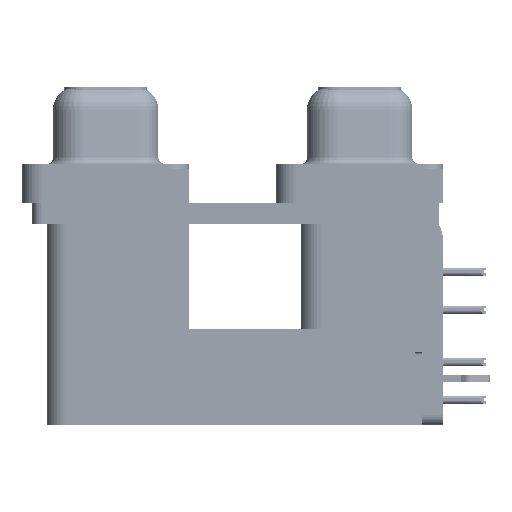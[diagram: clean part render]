
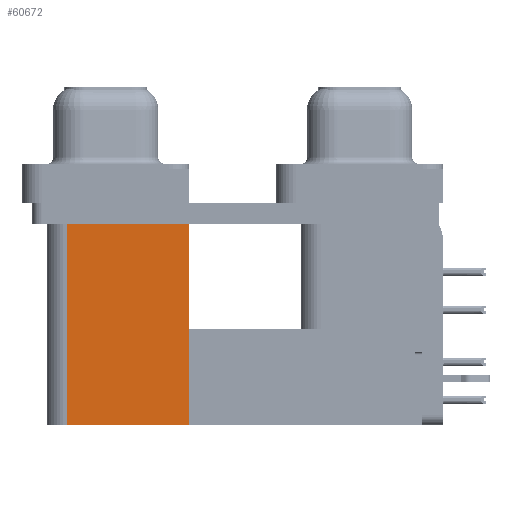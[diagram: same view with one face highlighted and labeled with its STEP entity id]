
A CAD part, left-side view. The second image highlights one B-rep face of the part: STEP entity #60672.
In plain terms, the highlighted planar face has unit normal (-1, 0, 0).
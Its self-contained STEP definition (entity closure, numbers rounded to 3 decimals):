
#2456 = CARTESIAN_POINT ( 'NONE',  ( 3.79, 12.775, -2.5 ) ) ;
#4167 = DIRECTION ( 'NONE',  ( 0., 1., 0. ) ) ;
#4555 = CARTESIAN_POINT ( 'NONE',  ( 3.79, 12.775, -19.2 ) ) ;
#5088 = VERTEX_POINT ( 'NONE', #57324 ) ;
#6507 = DIRECTION ( 'NONE',  ( 0., 0., 1. ) ) ;
#9585 = VERTEX_POINT ( 'NONE', #33553 ) ;
#10140 = LINE ( 'NONE', #54231, #61255 ) ;
#10293 = EDGE_CURVE ( 'NONE', #9585, #5088, #10140, .T. ) ;
#10872 = ORIENTED_EDGE ( 'NONE', *, *, #10293, .F. ) ;
#13277 = AXIS2_PLACEMENT_3D ( 'NONE', #59029, #14578, #54163 ) ;
#14578 = DIRECTION ( 'NONE',  ( 1., 0., 0. ) ) ;
#15416 = VERTEX_POINT ( 'NONE', #2456 ) ;
#17602 = VECTOR ( 'NONE', #58689, 1000. ) ;
#19068 = PLANE ( 'NONE',  #13277 ) ;
#21440 = ORIENTED_EDGE ( 'NONE', *, *, #49866, .F. ) ;
#21499 = VERTEX_POINT ( 'NONE', #50587 ) ;
#30287 = LINE ( 'NONE', #66164, #17602 ) ;
#33553 = CARTESIAN_POINT ( 'NONE',  ( 3.79, 12.775, -19.2 ) ) ;
#36245 = FACE_OUTER_BOUND ( 'NONE', #67465, .T. ) ;
#45904 = ORIENTED_EDGE ( 'NONE', *, *, #70085, .T. ) ;
#49866 = EDGE_CURVE ( 'NONE', #5088, #21499, #50620, .T. ) ;
#50587 = CARTESIAN_POINT ( 'NONE',  ( 3.79, 21.975, -2.5 ) ) ;
#50620 = LINE ( 'NONE', #67844, #68666 ) ;
#53993 = EDGE_CURVE ( 'NONE', #15416, #21499, #30287, .T. ) ;
#54056 = ORIENTED_EDGE ( 'NONE', *, *, #53993, .T. ) ;
#54163 = DIRECTION ( 'NONE',  ( 0., 0., -1. ) ) ;
#54231 = CARTESIAN_POINT ( 'NONE',  ( 3.79, 12.775, -19.2 ) ) ;
#57324 = CARTESIAN_POINT ( 'NONE',  ( 3.79, 21.975, -19.2 ) ) ;
#58689 = DIRECTION ( 'NONE',  ( 0., 1., 0. ) ) ;
#59029 = CARTESIAN_POINT ( 'NONE',  ( 3.79, 12.775, -19.2 ) ) ;
#60672 = ADVANCED_FACE ( 'NONE', ( #36245 ), #19068, .F. ) ;
#61255 = VECTOR ( 'NONE', #4167, 1000. ) ;
#62067 = DIRECTION ( 'NONE',  ( 0., 0., 1. ) ) ;
#63037 = VECTOR ( 'NONE', #62067, 1000. ) ;
#66164 = CARTESIAN_POINT ( 'NONE',  ( 3.79, 12.775, -2.5 ) ) ;
#67465 = EDGE_LOOP ( 'NONE', ( #54056, #21440, #10872, #45904 ) ) ;
#67844 = CARTESIAN_POINT ( 'NONE',  ( 3.79, 21.975, -19.2 ) ) ;
#68408 = LINE ( 'NONE', #4555, #63037 ) ;
#68666 = VECTOR ( 'NONE', #6507, 1000. ) ;
#70085 = EDGE_CURVE ( 'NONE', #9585, #15416, #68408, .T. ) ;
